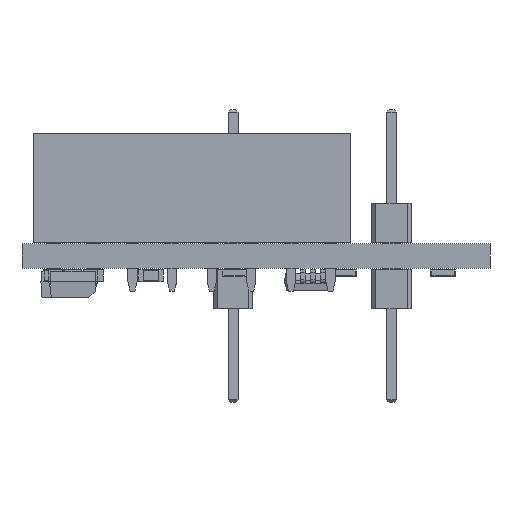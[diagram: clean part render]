
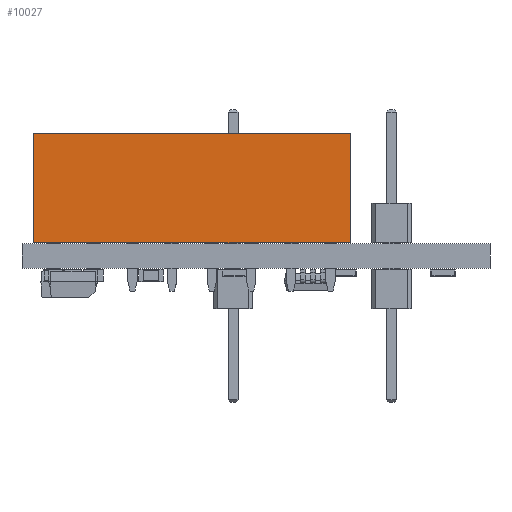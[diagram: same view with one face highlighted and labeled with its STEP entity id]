
A CAD part, left-side view. The second image highlights one B-rep face of the part: STEP entity #10027.
In plain terms, the highlighted planar face has unit normal (-1, 0, 0).
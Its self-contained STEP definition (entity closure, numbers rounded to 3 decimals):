
#6861 = PLANE('',#6862);
#6862 = AXIS2_PLACEMENT_3D('',#6863,#6864,#6865);
#6863 = CARTESIAN_POINT('',(-1.27,-19.05,0.));
#6864 = DIRECTION('',(0.,1.,0.));
#6865 = DIRECTION('',(1.,0.,0.));
#6889 = PLANE('',#6890);
#6890 = AXIS2_PLACEMENT_3D('',#6891,#6892,#6893);
#6891 = CARTESIAN_POINT('',(1.27,-19.05,7.));
#6892 = DIRECTION('',(0.,0.,-1.));
#6893 = DIRECTION('',(0.,-1.,0.));
#6917 = PLANE('',#6918);
#6918 = AXIS2_PLACEMENT_3D('',#6919,#6920,#6921);
#6919 = CARTESIAN_POINT('',(1.27,1.27,0.));
#6920 = DIRECTION('',(0.,-1.,0.));
#6921 = DIRECTION('',(-1.,0.,0.));
#6959 = VERTEX_POINT('',#6960);
#6960 = CARTESIAN_POINT('',(-1.27,-19.05,0.));
#6976 = PLANE('',#6977);
#6977 = AXIS2_PLACEMENT_3D('',#6978,#6979,#6980);
#6978 = CARTESIAN_POINT('',(1.27,-19.05,0.));
#6979 = DIRECTION('',(0.,0.,-1.));
#6980 = DIRECTION('',(0.,-1.,0.));
#6988 = EDGE_CURVE('',#6959,#6989,#6991,.T.);
#6989 = VERTEX_POINT('',#6990);
#6990 = CARTESIAN_POINT('',(-1.27,-19.05,7.));
#6991 = SURFACE_CURVE('',#6992,(#6996,#7003),.PCURVE_S1.);
#6992 = LINE('',#6993,#6994);
#6993 = CARTESIAN_POINT('',(-1.27,-19.05,0.));
#6994 = VECTOR('',#6995,1.);
#6995 = DIRECTION('',(0.,0.,1.));
#6996 = PCURVE('',#6861,#6997);
#6997 = DEFINITIONAL_REPRESENTATION('',(#6998),#7002);
#6998 = LINE('',#6999,#7000);
#6999 = CARTESIAN_POINT('',(0.,0.));
#7000 = VECTOR('',#7001,1.);
#7001 = DIRECTION('',(0.,-1.));
#7002 = ( GEOMETRIC_REPRESENTATION_CONTEXT(2) 
PARAMETRIC_REPRESENTATION_CONTEXT() REPRESENTATION_CONTEXT('2D SPACE',''
  ) );
#7003 = PCURVE('',#7004,#7009);
#7004 = PLANE('',#7005);
#7005 = AXIS2_PLACEMENT_3D('',#7006,#7007,#7008);
#7006 = CARTESIAN_POINT('',(-1.27,1.27,0.));
#7007 = DIRECTION('',(1.,0.,0.));
#7008 = DIRECTION('',(0.,-1.,0.));
#7009 = DEFINITIONAL_REPRESENTATION('',(#7010),#7014);
#7010 = LINE('',#7011,#7012);
#7011 = CARTESIAN_POINT('',(20.32,0.));
#7012 = VECTOR('',#7013,1.);
#7013 = DIRECTION('',(0.,-1.));
#7014 = ( GEOMETRIC_REPRESENTATION_CONTEXT(2) 
PARAMETRIC_REPRESENTATION_CONTEXT() REPRESENTATION_CONTEXT('2D SPACE',''
  ) );
#7171 = VERTEX_POINT('',#7172);
#7172 = CARTESIAN_POINT('',(-1.27,1.27,7.));
#7193 = EDGE_CURVE('',#7194,#7171,#7196,.T.);
#7194 = VERTEX_POINT('',#7195);
#7195 = CARTESIAN_POINT('',(-1.27,1.27,0.));
#7196 = SURFACE_CURVE('',#7197,(#7201,#7208),.PCURVE_S1.);
#7197 = LINE('',#7198,#7199);
#7198 = CARTESIAN_POINT('',(-1.27,1.27,0.));
#7199 = VECTOR('',#7200,1.);
#7200 = DIRECTION('',(0.,0.,1.));
#7201 = PCURVE('',#6917,#7202);
#7202 = DEFINITIONAL_REPRESENTATION('',(#7203),#7207);
#7203 = LINE('',#7204,#7205);
#7204 = CARTESIAN_POINT('',(2.54,0.));
#7205 = VECTOR('',#7206,1.);
#7206 = DIRECTION('',(0.,-1.));
#7207 = ( GEOMETRIC_REPRESENTATION_CONTEXT(2) 
PARAMETRIC_REPRESENTATION_CONTEXT() REPRESENTATION_CONTEXT('2D SPACE',''
  ) );
#7208 = PCURVE('',#7004,#7209);
#7209 = DEFINITIONAL_REPRESENTATION('',(#7210),#7214);
#7210 = LINE('',#7211,#7212);
#7211 = CARTESIAN_POINT('',(0.,0.));
#7212 = VECTOR('',#7213,1.);
#7213 = DIRECTION('',(0.,-1.));
#7214 = ( GEOMETRIC_REPRESENTATION_CONTEXT(2) 
PARAMETRIC_REPRESENTATION_CONTEXT() REPRESENTATION_CONTEXT('2D SPACE',''
  ) );
#7338 = EDGE_CURVE('',#7171,#6989,#7339,.T.);
#7339 = SURFACE_CURVE('',#7340,(#7344,#7351),.PCURVE_S1.);
#7340 = LINE('',#7341,#7342);
#7341 = CARTESIAN_POINT('',(-1.27,1.27,7.));
#7342 = VECTOR('',#7343,1.);
#7343 = DIRECTION('',(0.,-1.,0.));
#7344 = PCURVE('',#6889,#7345);
#7345 = DEFINITIONAL_REPRESENTATION('',(#7346),#7350);
#7346 = LINE('',#7347,#7348);
#7347 = CARTESIAN_POINT('',(-20.32,2.54));
#7348 = VECTOR('',#7349,1.);
#7349 = DIRECTION('',(1.,0.));
#7350 = ( GEOMETRIC_REPRESENTATION_CONTEXT(2) 
PARAMETRIC_REPRESENTATION_CONTEXT() REPRESENTATION_CONTEXT('2D SPACE',''
  ) );
#7351 = PCURVE('',#7004,#7352);
#7352 = DEFINITIONAL_REPRESENTATION('',(#7353),#7357);
#7353 = LINE('',#7354,#7355);
#7354 = CARTESIAN_POINT('',(0.,-7.));
#7355 = VECTOR('',#7356,1.);
#7356 = DIRECTION('',(1.,0.));
#7357 = ( GEOMETRIC_REPRESENTATION_CONTEXT(2) 
PARAMETRIC_REPRESENTATION_CONTEXT() REPRESENTATION_CONTEXT('2D SPACE',''
  ) );
#8297 = EDGE_CURVE('',#7194,#6959,#8298,.T.);
#8298 = SURFACE_CURVE('',#8299,(#8303,#8310),.PCURVE_S1.);
#8299 = LINE('',#8300,#8301);
#8300 = CARTESIAN_POINT('',(-1.27,1.27,0.));
#8301 = VECTOR('',#8302,1.);
#8302 = DIRECTION('',(0.,-1.,0.));
#8303 = PCURVE('',#6976,#8304);
#8304 = DEFINITIONAL_REPRESENTATION('',(#8305),#8309);
#8305 = LINE('',#8306,#8307);
#8306 = CARTESIAN_POINT('',(-20.32,2.54));
#8307 = VECTOR('',#8308,1.);
#8308 = DIRECTION('',(1.,0.));
#8309 = ( GEOMETRIC_REPRESENTATION_CONTEXT(2) 
PARAMETRIC_REPRESENTATION_CONTEXT() REPRESENTATION_CONTEXT('2D SPACE',''
  ) );
#8310 = PCURVE('',#7004,#8311);
#8311 = DEFINITIONAL_REPRESENTATION('',(#8312),#8316);
#8312 = LINE('',#8313,#8314);
#8313 = CARTESIAN_POINT('',(0.,0.));
#8314 = VECTOR('',#8315,1.);
#8315 = DIRECTION('',(1.,0.));
#8316 = ( GEOMETRIC_REPRESENTATION_CONTEXT(2) 
PARAMETRIC_REPRESENTATION_CONTEXT() REPRESENTATION_CONTEXT('2D SPACE',''
  ) );
#10027 = ADVANCED_FACE('',(#10028),#7004,.F.);
#10028 = FACE_BOUND('',#10029,.F.);
#10029 = EDGE_LOOP('',(#10030,#10031,#10032,#10033));
#10030 = ORIENTED_EDGE('',*,*,#7193,.T.);
#10031 = ORIENTED_EDGE('',*,*,#7338,.T.);
#10032 = ORIENTED_EDGE('',*,*,#6988,.F.);
#10033 = ORIENTED_EDGE('',*,*,#8297,.F.);
